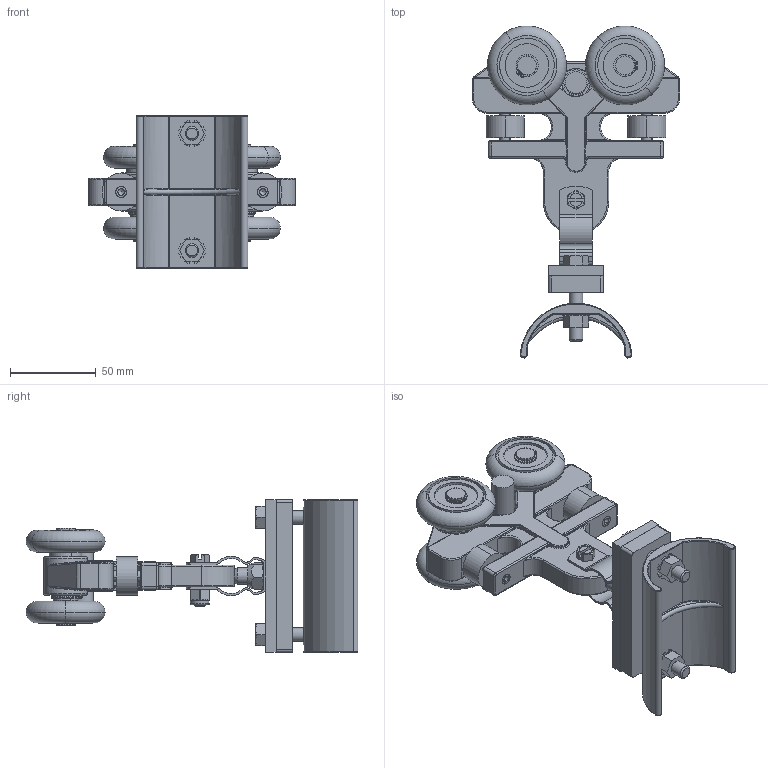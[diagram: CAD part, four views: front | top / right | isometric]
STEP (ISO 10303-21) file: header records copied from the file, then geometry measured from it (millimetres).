
FILE_DESCRIPTION((''),'2;1');
FILE_NAME('20165 ETA-4-5 FESTOON TROLLEY WITH FLATWIRE SADDLE.stp','2011-03-30T07:52:41',('jholman'),(''),'Autodesk Inventor 2011','Autodesk Inventor 2011','');
FILE_SCHEMA(('AUTOMOTIVE_DESIGN { 1 0 10303 214 1 1 1 1 }'));
Length unit declared in the file: inch
Products named in the file (24): 20165; 20150; 59900; 3D1165B4C; 3D11G6B4A; 3D1129B4B; 3D11E6B4A; 3D11U9B4B; 70040; 3D11T2B4A; 57135; 3D11F6B4A; 3D11RCD4C; 3D113NB4B; 3D114NB4B; 3D11OCD4B; Hex Bolt - UNC (Regular Thread - Inch) 5/16-18 UNC - 1.75; 3D11T3B4A; External Tooth Lock Washer - Type A (Inch) 5/16 . Carbon Steel; Hexagon Socket Flat Countersunk Head Cap Screw - Inch 3/8-16 UNC x 0.875; 3D11UCD4A; Prevailing Torque Type Hex Nut - Inch (IFI) 3/8 - 16 Top Insert Type; Slotted Indented Regular Hex Head Machine Screw - Inch 1/4-20 UNC - 1.5; 3D11Q9B4A
Assembly tree (36 placements, depth 4):
  20165
    20150
      59900
      3D1165B4C  x2
      3D11G6B4A  x2
      3D1129B4B  x4
      3D11E6B4A  x4
      3D11U9B4B  x2
        70040
        3D11T2B4A
      57135
      3D11F6B4A  x2
    3D11RCD4C
      3D113NB4B
      3D114NB4B
      3D11OCD4B
      Hex Bolt - UNC (Regular Thread - Inch) 5/16-18 UNC - 1.75  x2
      3D11T3B4A  x2
      External Tooth Lock Washer - Type A (Inch) 5/16 . Carbon Steel  x2
      Hexagon Socket Flat Countersunk Head Cap Screw - Inch 3/8-16 UNC x 0.875
      3D11UCD4A
      Prevailing Torque Type Hex Nut - Inch (IFI) 3/8 - 16 Top Insert Type
      Slotted Indented Regular Hex Head Machine Screw - Inch 1/4-20 UNC - 1.5
      3D11Q9B4A
Bounding box: 120.65 x 193.29 x 88.9 mm (x, y, z)
Volume: 284274.8 mm3; surface area: 111103.2 mm2
Topology: 34 solids, 34 shells, 1240 faces, 3028 edges, 1841 vertices
Faces by surface type: cylinder 542, plane 326, bspline 150, torus 141, cone 73, sphere 8
Full cylindrical faces by diameter (mm): 1.194 x4, 6.35 x6, 6.747 x2, 7.144 x2, 7.798 x1, 7.938 x2, 8.128 x2, 8.334 x2, 8.731 x2, 9.525 x2, 10.319 x4, 11.887 x2, 12.7 x6, 14.288 x2, 16.669 x2, 18.288 x1, 25.4 x2
Entity records: 30435 total; most frequent: CARTESIAN_POINT 9829, DIRECTION 4257, ORIENTED_EDGE 4058, EDGE_CURVE 2029, AXIS2_PLACEMENT_3D 1788, VERTEX_POINT 1258, EDGE_LOOP 1023, CIRCLE 920
